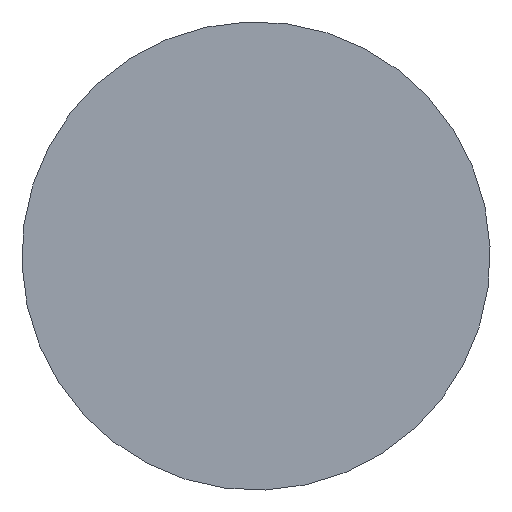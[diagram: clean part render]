
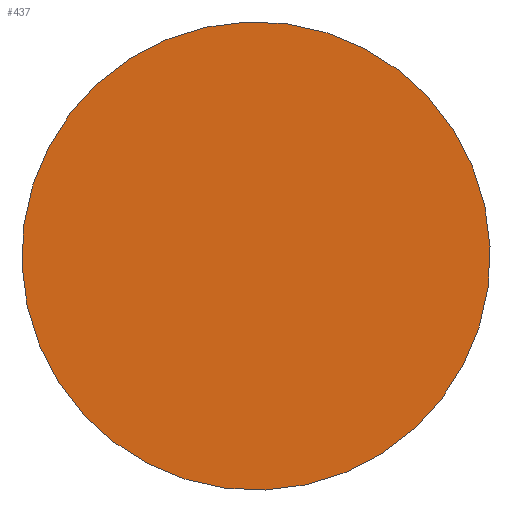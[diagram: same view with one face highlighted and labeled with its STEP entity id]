
A CAD part, front view. The second image highlights one B-rep face of the part: STEP entity #437.
In plain terms, the highlighted planar face has unit normal (0, -1, 0).
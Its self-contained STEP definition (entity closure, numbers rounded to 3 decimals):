
#81=FACE_OUTER_BOUND('',#106,.T.);
#106=EDGE_LOOP('',(#306,#307));
#142=CIRCLE('',#497,16.35);
#143=CIRCLE('',#498,16.35);
#174=VERTEX_POINT('',#697);
#175=VERTEX_POINT('',#698);
#223=EDGE_CURVE('',#174,#175,#142,.T.);
#224=EDGE_CURVE('',#175,#174,#143,.T.);
#306=ORIENTED_EDGE('',*,*,#223,.T.);
#307=ORIENTED_EDGE('',*,*,#224,.T.);
#395=PLANE('',#500);
#437=ADVANCED_FACE('',(#81),#395,.T.);
#497=AXIS2_PLACEMENT_3D('',#699,#580,#581);
#498=AXIS2_PLACEMENT_3D('',#700,#582,#583);
#500=AXIS2_PLACEMENT_3D('',#702,#586,#587);
#580=DIRECTION('center_axis',(0.,-1.,0.));
#581=DIRECTION('ref_axis',(0.953,0.,-0.303));
#582=DIRECTION('center_axis',(0.,-1.,0.));
#583=DIRECTION('ref_axis',(0.953,0.,-0.303));
#586=DIRECTION('center_axis',(0.,-1.,0.));
#587=DIRECTION('ref_axis',(-0.303,0.,-0.953));
#697=CARTESIAN_POINT('',(15.58,-3.5,-4.958));
#698=CARTESIAN_POINT('',(4.958,-3.5,15.58));
#699=CARTESIAN_POINT('Origin',(0.,-3.5,
0.));
#700=CARTESIAN_POINT('Origin',(0.,-3.5,
0.));
#702=CARTESIAN_POINT('Origin',(7.79,-3.5,-2.479));
